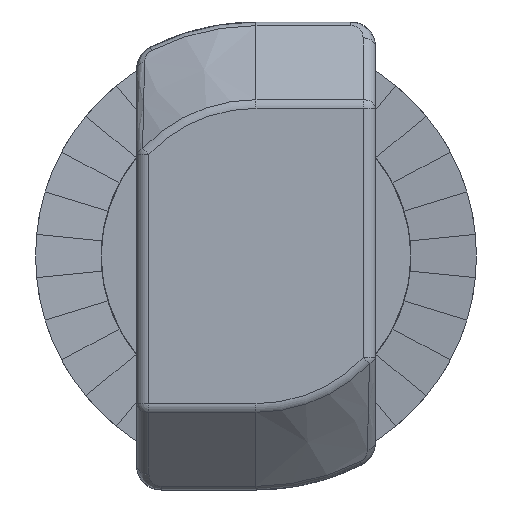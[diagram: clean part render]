
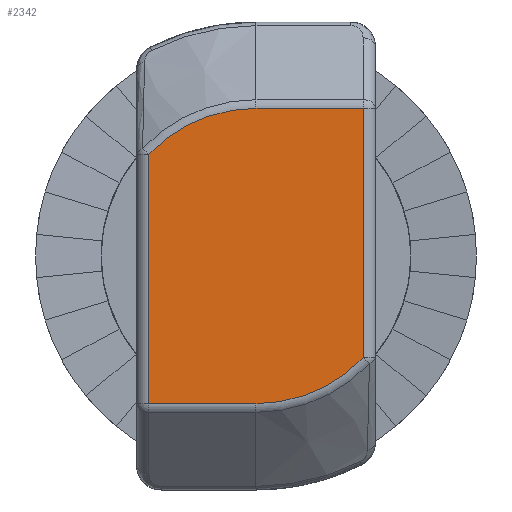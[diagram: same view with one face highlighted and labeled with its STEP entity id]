
A CAD part, front view. The second image highlights one B-rep face of the part: STEP entity #2342.
In plain terms, the highlighted planar face has unit normal (0, -1, 0).
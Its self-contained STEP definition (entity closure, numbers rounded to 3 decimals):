
#89 = LINE ( 'NONE', #4668, #6458 ) ;
#113 = DIRECTION ( 'NONE',  ( 0., -1., 0. ) ) ;
#351 = CARTESIAN_POINT ( 'NONE',  ( -4.85, 0., 5.532 ) ) ;
#364 = CARTESIAN_POINT ( 'NONE',  ( -1., 0., 8.039 ) ) ;
#367 = ORIENTED_EDGE ( 'NONE', *, *, #4438, .T. ) ;
#382 = CARTESIAN_POINT ( 'NONE',  ( -0.5, 0., 5.739 ) ) ;
#420 = DIRECTION ( 'NONE',  ( 0., 0., 1. ) ) ;
#434 = AXIS2_PLACEMENT_3D ( 'NONE', #4807, #1746, #1140 ) ;
#513 = EDGE_CURVE ( 'NONE', #3466, #1344, #89, .T. ) ;
#638 = EDGE_CURVE ( 'NONE', #4195, #6342, #3344, .T. ) ;
#869 = FACE_OUTER_BOUND ( 'NONE', #3834, .T. ) ;
#926 = CARTESIAN_POINT ( 'NONE',  ( -4.85, 0., 5.532 ) ) ;
#988 = CARTESIAN_POINT ( 'NONE',  ( -4.85, 0., -6.454 ) ) ;
#1013 = DIRECTION ( 'NONE',  ( 0., 0., -1. ) ) ;
#1014 = EDGE_CURVE ( 'NONE', #5968, #4127, #5526, .T. ) ;
#1093 = EDGE_CURVE ( 'NONE', #4127, #3466, #2765, .T. ) ;
#1105 = ORIENTED_EDGE ( 'NONE', *, *, #638, .T. ) ;
#1140 = DIRECTION ( 'NONE',  ( 1., 0., 0. ) ) ;
#1152 = CARTESIAN_POINT ( 'NONE',  ( -0.5, 0., 5.532 ) ) ;
#1190 = ORIENTED_EDGE ( 'NONE', *, *, #1093, .T. ) ;
#1344 = VERTEX_POINT ( 'NONE', #2052 ) ;
#1536 = VECTOR ( 'NONE', #3528, 1000. ) ;
#1746 = DIRECTION ( 'NONE',  ( 0., -1., 0. ) ) ;
#1834 = AXIS2_PLACEMENT_3D ( 'NONE', #364, #1926, #4006 ) ;
#1926 = DIRECTION ( 'NONE',  ( 0., -1., 0. ) ) ;
#2052 = CARTESIAN_POINT ( 'NONE',  ( -9.2, 0., -6.454 ) ) ;
#2342 = ADVANCED_FACE ( 'NONE', ( #869 ), #2928, .T. ) ;
#2765 = CIRCLE ( 'NONE', #3725, 5.993 ) ;
#2928 = PLANE ( 'NONE',  #1834 ) ;
#3179 = CARTESIAN_POINT ( 'NONE',  ( -4.85, 0., -0.461 ) ) ;
#3344 = CIRCLE ( 'NONE', #434, 5.993 ) ;
#3466 = VERTEX_POINT ( 'NONE', #5480 ) ;
#3528 = DIRECTION ( 'NONE',  ( -1., 0., 0. ) ) ;
#3645 = ORIENTED_EDGE ( 'NONE', *, *, #6451, .T. ) ;
#3725 = AXIS2_PLACEMENT_3D ( 'NONE', #3179, #113, #5266 ) ;
#3834 = EDGE_LOOP ( 'NONE', ( #3645, #6142, #1190, #6525, #367, #1105 ) ) ;
#4006 = DIRECTION ( 'NONE',  ( 0., 0., -1. ) ) ;
#4127 = VERTEX_POINT ( 'NONE', #351 ) ;
#4145 = VECTOR ( 'NONE', #5977, 1000. ) ;
#4195 = VERTEX_POINT ( 'NONE', #5458 ) ;
#4259 = CARTESIAN_POINT ( 'NONE',  ( -0.5, 0., -4.583 ) ) ;
#4438 = EDGE_CURVE ( 'NONE', #1344, #4195, #5511, .T. ) ;
#4668 = CARTESIAN_POINT ( 'NONE',  ( -9.2, 0., -6.661 ) ) ;
#4807 = CARTESIAN_POINT ( 'NONE',  ( -4.85, 0., -0.461 ) ) ;
#4896 = LINE ( 'NONE', #382, #5357 ) ;
#5266 = DIRECTION ( 'NONE',  ( 1., 0., 0. ) ) ;
#5357 = VECTOR ( 'NONE', #420, 1000. ) ;
#5458 = CARTESIAN_POINT ( 'NONE',  ( -4.85, 0., -6.454 ) ) ;
#5480 = CARTESIAN_POINT ( 'NONE',  ( -9.2, 0., 3.661 ) ) ;
#5511 = LINE ( 'NONE', #988, #4145 ) ;
#5526 = LINE ( 'NONE', #926, #1536 ) ;
#5968 = VERTEX_POINT ( 'NONE', #1152 ) ;
#5977 = DIRECTION ( 'NONE',  ( 1., 0., 0. ) ) ;
#6142 = ORIENTED_EDGE ( 'NONE', *, *, #1014, .T. ) ;
#6342 = VERTEX_POINT ( 'NONE', #4259 ) ;
#6451 = EDGE_CURVE ( 'NONE', #6342, #5968, #4896, .T. ) ;
#6458 = VECTOR ( 'NONE', #1013, 1000. ) ;
#6525 = ORIENTED_EDGE ( 'NONE', *, *, #513, .T. ) ;
